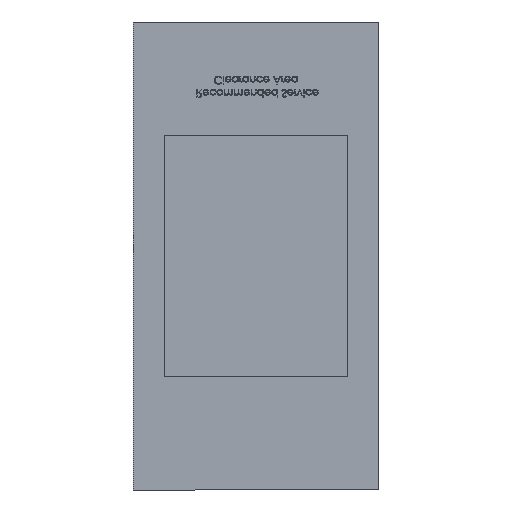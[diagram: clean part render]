
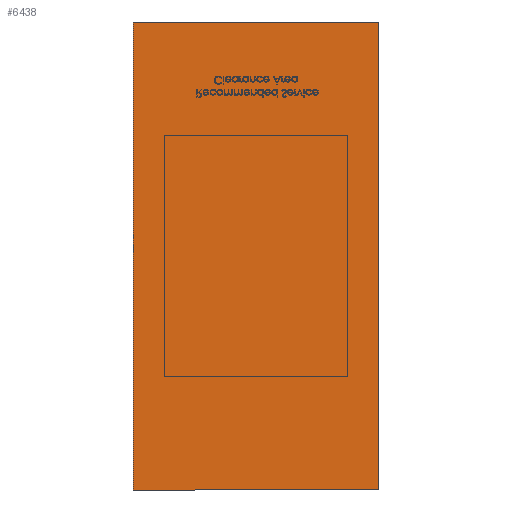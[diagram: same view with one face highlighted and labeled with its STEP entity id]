
A CAD part, front view. The second image highlights one B-rep face of the part: STEP entity #6438.
In plain terms, the highlighted planar face has unit normal (0, -1, 0).
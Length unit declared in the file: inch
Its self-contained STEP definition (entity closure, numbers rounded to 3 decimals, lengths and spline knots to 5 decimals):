
#262 = VECTOR ( 'NONE', #3882, 39.37008 ) ;
#2351 = VERTEX_POINT ( 'NONE', #28920 ) ;
#2529 = CARTESIAN_POINT ( 'NONE',  ( 23.81, -5.25, -45.405 ) ) ;
#3882 = DIRECTION ( 'NONE',  ( -1., 0., 0. ) ) ;
#3916 = DIRECTION ( 'NONE',  ( 1., 0., 0. ) ) ;
#6423 = PLANE ( 'NONE',  #21816 ) ;
#6438 = ADVANCED_FACE ( 'NONE', ( #23515 ), #6423, .T. ) ;
#7732 = CARTESIAN_POINT ( 'NONE',  ( -23.81, -5.25, -45.405 ) ) ;
#8971 = DIRECTION ( 'NONE',  ( 0., 0., -1. ) ) ;
#13375 = DIRECTION ( 'NONE',  ( 0., 0., -1. ) ) ;
#14364 = ORIENTED_EDGE ( 'NONE', *, *, #34488, .T. ) ;
#15996 = ORIENTED_EDGE ( 'NONE', *, *, #16875, .T. ) ;
#16875 = EDGE_CURVE ( 'NONE', #2351, #37144, #18664, .T. ) ;
#17156 = CARTESIAN_POINT ( 'NONE',  ( 0., -5.25, 0. ) ) ;
#18664 = LINE ( 'NONE', #24460, #262 ) ;
#19187 = VERTEX_POINT ( 'NONE', #7732 ) ;
#20770 = EDGE_CURVE ( 'NONE', #19187, #29901, #27118, .T. ) ;
#21139 = CARTESIAN_POINT ( 'NONE',  ( 23.81, -5.25, -45.405 ) ) ;
#21816 = AXIS2_PLACEMENT_3D ( 'NONE', #17156, #30341, #13375 ) ;
#22716 = EDGE_CURVE ( 'NONE', #29901, #2351, #42791, .T. ) ;
#23515 = FACE_OUTER_BOUND ( 'NONE', #26154, .T. ) ;
#24460 = CARTESIAN_POINT ( 'NONE',  ( 23.81, -5.25, 45.405 ) ) ;
#24634 = CARTESIAN_POINT ( 'NONE',  ( 23.81, -5.25, -45.405 ) ) ;
#25932 = ORIENTED_EDGE ( 'NONE', *, *, #22716, .T. ) ;
#26154 = EDGE_LOOP ( 'NONE', ( #14364, #38991, #25932, #15996 ) ) ;
#27118 = LINE ( 'NONE', #24634, #32052 ) ;
#28125 = DIRECTION ( 'NONE',  ( 0., 0., 1. ) ) ;
#28920 = CARTESIAN_POINT ( 'NONE',  ( 23.81, -5.25, 45.405 ) ) ;
#29228 = CARTESIAN_POINT ( 'NONE',  ( -23.81, -5.25, -45.405 ) ) ;
#29901 = VERTEX_POINT ( 'NONE', #2529 ) ;
#30341 = DIRECTION ( 'NONE',  ( 0., -1., 0. ) ) ;
#31424 = VECTOR ( 'NONE', #8971, 39.37008 ) ;
#32052 = VECTOR ( 'NONE', #3916, 39.37008 ) ;
#33610 = VECTOR ( 'NONE', #28125, 39.37008 ) ;
#34488 = EDGE_CURVE ( 'NONE', #37144, #19187, #41667, .T. ) ;
#37144 = VERTEX_POINT ( 'NONE', #43451 ) ;
#38991 = ORIENTED_EDGE ( 'NONE', *, *, #20770, .T. ) ;
#41667 = LINE ( 'NONE', #29228, #31424 ) ;
#42791 = LINE ( 'NONE', #21139, #33610 ) ;
#43451 = CARTESIAN_POINT ( 'NONE',  ( -23.81, -5.25, 45.405 ) ) ;
